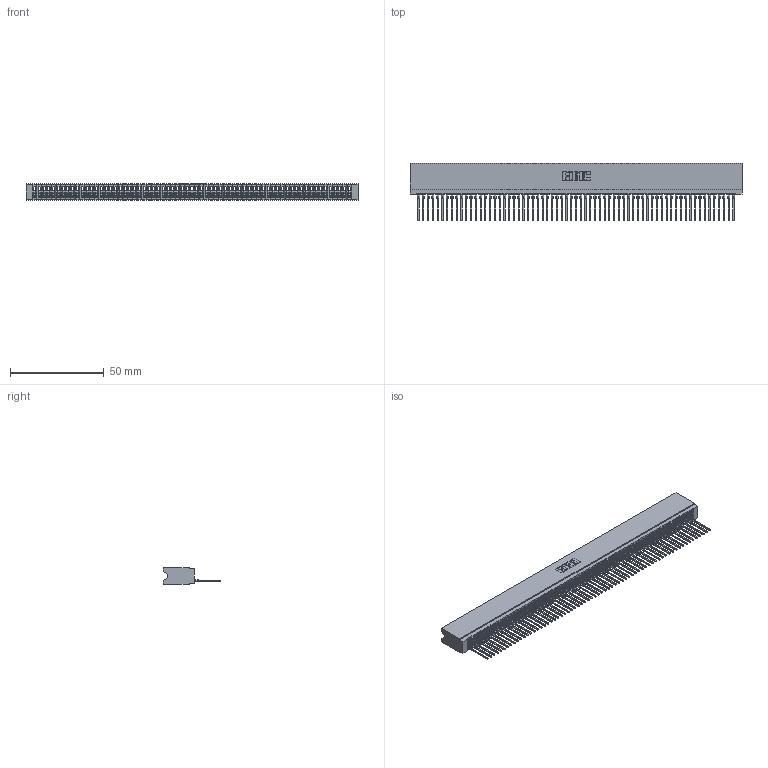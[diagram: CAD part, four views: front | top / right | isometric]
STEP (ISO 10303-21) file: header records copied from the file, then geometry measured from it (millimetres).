
FILE_DESCRIPTION (( 'STEP AP203' ), '1' );
FILE_NAME ('745-067-540-106.STEP', '2026-02-26T01:01:05', ( '' ), ( '' ), 'SwSTEP 2.0', 'SolidWorks 2023', '' );
FILE_SCHEMA (( 'CONFIG_CONTROL_DESIGN' ));
Length unit declared in the file: millimetre
Products named in the file (3): 745 Part_Insulator Option - 06; 745-292-001_540; 745-067-540-106
Assembly tree (68 placements, depth 2):
  745-067-540-106
    745 Part_Insulator Option - 06
    745-292-001_540  x67
Bounding box: 176.78 x 30.62 x 8.89 mm (x, y, z)
Volume: 15288.6 mm3; surface area: 29739.5 mm2
Topology: 68 solids, 68 shells, 7600 faces, 20896 edges, 13170 vertices
Faces by surface type: plane 4545, bspline 1340, cylinder 1313, torus 402
Entity records: 107259 total; most frequent: CARTESIAN_POINT 19403, ORIENTED_EDGE 18956, DIRECTION 16404, EDGE_CURVE 9478, VECTOR 8894, LINE 8894, VERTEX_POINT 6042, AXIS2_PLACEMENT_3D 3755
